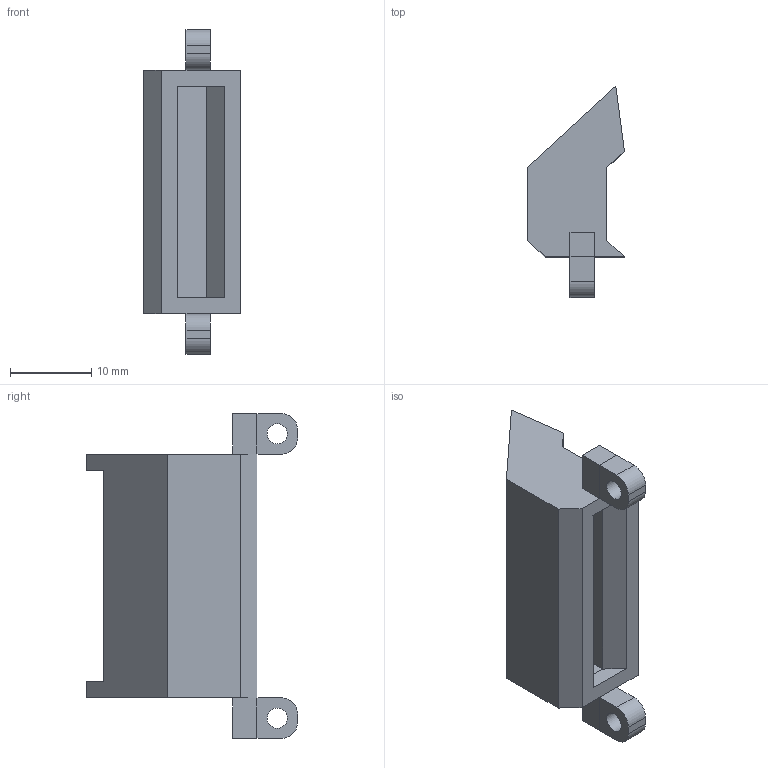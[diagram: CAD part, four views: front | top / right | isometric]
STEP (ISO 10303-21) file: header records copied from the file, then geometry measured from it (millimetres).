
FILE_DESCRIPTION(('FreeCAD Model'),'2;1');
FILE_NAME('Open CASCADE Shape Model','2023-11-04T16:04:04',(''),(''), 'Open CASCADE STEP processor 7.6','FreeCAD','Unknown');
FILE_SCHEMA(('AUTOMOTIVE_DESIGN { 1 0 10303 214 1 1 1 1 }'));
Length unit declared in the file: millimetre
Products named in the file (1): duct_right
Bounding box: 11.92 x 26 x 40 mm (x, y, z)
Volume: 2513.8 mm3; surface area: 3249.8 mm2
Topology: 1 solids, 1 shells, 49 faces, 122 edges, 74 vertices
Faces by surface type: plane 43, cylinder 6
Full cylindrical faces by diameter (mm): 2.5 x2
Entity records: 1446 total; most frequent: CARTESIAN_POINT 246, ORIENTED_EDGE 244, DIRECTION 234, EDGE_CURVE 122, LINE 110, VECTOR 110, VERTEX_POINT 74, AXIS2_PLACEMENT_3D 62
